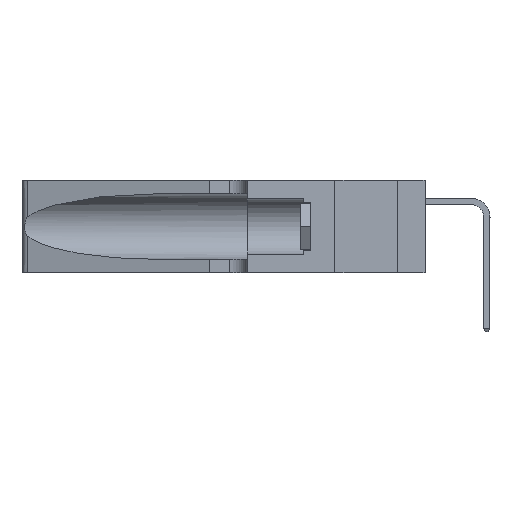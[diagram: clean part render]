
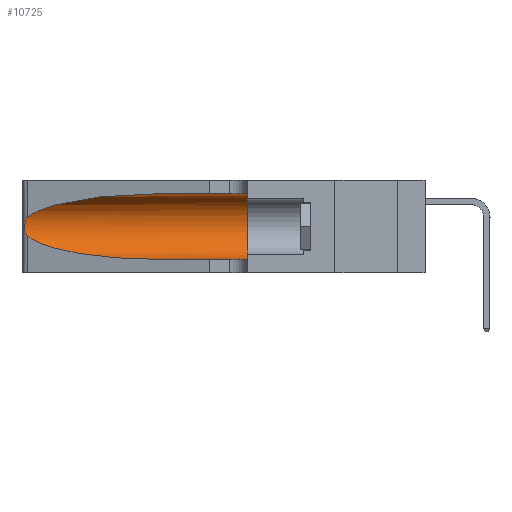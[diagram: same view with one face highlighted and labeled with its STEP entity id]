
A CAD part, left-side view. The second image highlights one B-rep face of the part: STEP entity #10725.
In plain terms, the highlighted cylindrical face has radius 3.308 mm (diameter 6.617 mm), a partial arc.
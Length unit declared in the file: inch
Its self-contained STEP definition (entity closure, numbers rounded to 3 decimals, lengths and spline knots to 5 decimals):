
#530 = CARTESIAN_POINT ( 'NONE',  ( 0.2373, 1.15595, 0.28018 ) ) ;
#717 = CARTESIAN_POINT ( 'NONE',  ( 0.25856, 1.23593, 0.16098 ) ) ;
#899 = DIRECTION ( 'NONE',  ( 0., -1., 0. ) ) ;
#1013 = CARTESIAN_POINT ( 'NONE',  ( 0.1305, 0.35, 0.05475 ) ) ;
#1290 = DIRECTION ( 'NONE',  ( 0., -1., 0. ) ) ;
#1771 = CIRCLE ( 'NONE', #13753, 0.13025 ) ;
#2079 = EDGE_CURVE ( 'NONE', #38764, #29504, #8310, .T. ) ;
#2195 = LINE ( 'NONE', #37637, #11325 ) ;
#4149 = CARTESIAN_POINT ( 'NONE',  ( 0.25639, 1.23186, 0.15144 ) ) ;
#6576 =( BOUNDED_CURVE ( )  B_SPLINE_CURVE ( 3, ( #24617, #31345, #530, #28037 ),
 .UNSPECIFIED., .F., .F. ) 
 B_SPLINE_CURVE_WITH_KNOTS ( ( 4, 4 ),
 ( 1.5708, 2.84003 ),
 .UNSPECIFIED. ) 
 CURVE ( )  GEOMETRIC_REPRESENTATION_ITEM ( )  RATIONAL_B_SPLINE_CURVE ( ( 1., 0.87, 0.87, 1. ) ) 
 REPRESENTATION_ITEM ( '' )  );
#7220 = B_SPLINE_CURVE_WITH_KNOTS ( 'NONE', 3,
 ( #21172, #41755, #10925, #34991, #14416, #38455, #17885, #41887, #21335, #717, #24792, #4149, #28225, #7580 ),
 .UNSPECIFIED., .F., .F.,
 ( 4, 2, 2, 2, 2, 2, 4 ),
 ( 0., 0.00027, 0.00053, 0.00107, 0.0016, 0.00187, 0.00214 ),
 .UNSPECIFIED. ) ;
#7480 = ORIENTED_EDGE ( 'NONE', *, *, #30386, .F. ) ;
#7580 = CARTESIAN_POINT ( 'NONE',  ( 0.25487, 1.22718, 0.14631 ) ) ;
#8310 = LINE ( 'NONE', #14998, #9400 ) ;
#9146 = VERTEX_POINT ( 'NONE', #16846 ) ;
#9400 = VECTOR ( 'NONE', #1290, 39.37008 ) ;
#9843 = CARTESIAN_POINT ( 'NONE',  ( 0.25487, 1.22718, 0.22369 ) ) ;
#10725 = ADVANCED_FACE ( 'NONE', ( #39842 ), #29651, .F. ) ;
#10788 = CARTESIAN_POINT ( 'NONE',  ( 0.25487, 1.22718, 0.14631 ) ) ;
#10925 = CARTESIAN_POINT ( 'NONE',  ( 0.25639, 1.23184, 0.21858 ) ) ;
#11325 = VECTOR ( 'NONE', #13583, 39.37008 ) ;
#11336 = EDGE_CURVE ( 'NONE', #38764, #30853, #6576, .T. ) ;
#13513 = EDGE_CURVE ( 'NONE', #30853, #42688, #7220, .T. ) ;
#13557 = VERTEX_POINT ( 'NONE', #1013 ) ;
#13583 = DIRECTION ( 'NONE',  ( 0., -1., 0. ) ) ;
#13753 = AXIS2_PLACEMENT_3D ( 'NONE', #20451, #44405, #23913 ) ;
#14416 = CARTESIAN_POINT ( 'NONE',  ( 0.25854, 1.2359, 0.20912 ) ) ;
#14998 = CARTESIAN_POINT ( 'NONE',  ( 0.1305, 1.61858, 0.31525 ) ) ;
#15142 =( BOUNDED_CURVE ( )  B_SPLINE_CURVE ( 3, ( #16390, #43664, #37097, #16546 ),
 .UNSPECIFIED., .F., .F. ) 
 B_SPLINE_CURVE_WITH_KNOTS ( ( 4, 4 ),
 ( 3.44316, 4.71239 ),
 .UNSPECIFIED. ) 
 CURVE ( )  GEOMETRIC_REPRESENTATION_ITEM ( )  RATIONAL_B_SPLINE_CURVE ( ( 1., 0.87, 0.87, 1. ) ) 
 REPRESENTATION_ITEM ( '' )  );
#15996 = ORIENTED_EDGE ( 'NONE', *, *, #43091, .T. ) ;
#16390 = CARTESIAN_POINT ( 'NONE',  ( 0.25487, 1.22718, 0.14631 ) ) ;
#16546 = CARTESIAN_POINT ( 'NONE',  ( 0.1305, 0.72297, 0.05475 ) ) ;
#16664 = ORIENTED_EDGE ( 'NONE', *, *, #11336, .T. ) ;
#16846 = CARTESIAN_POINT ( 'NONE',  ( 0.1305, 0.72297, 0.05475 ) ) ;
#17885 = CARTESIAN_POINT ( 'NONE',  ( 0.26075, 1.23896, 0.19203 ) ) ;
#20451 = CARTESIAN_POINT ( 'NONE',  ( 0.1305, 0.35, 0.185 ) ) ;
#21172 = CARTESIAN_POINT ( 'NONE',  ( 0.25487, 1.22718, 0.22369 ) ) ;
#21335 = CARTESIAN_POINT ( 'NONE',  ( 0.26017, 1.23833, 0.17102 ) ) ;
#21510 = CARTESIAN_POINT ( 'NONE',  ( 0.1305, 1.61858, 0.185 ) ) ;
#21591 = CARTESIAN_POINT ( 'NONE',  ( 0.1305, 0.72297, 0.31525 ) ) ;
#21910 = AXIS2_PLACEMENT_3D ( 'NONE', #21510, #899, #42066 ) ;
#23913 = DIRECTION ( 'NONE',  ( 0., 0., 1. ) ) ;
#24252 = ORIENTED_EDGE ( 'NONE', *, *, #39162, .T. ) ;
#24617 = CARTESIAN_POINT ( 'NONE',  ( 0.1305, 0.72297, 0.31525 ) ) ;
#24792 = CARTESIAN_POINT ( 'NONE',  ( 0.25789, 1.23486, 0.15765 ) ) ;
#27411 = ORIENTED_EDGE ( 'NONE', *, *, #13513, .T. ) ;
#28037 = CARTESIAN_POINT ( 'NONE',  ( 0.25487, 1.22718, 0.22369 ) ) ;
#28225 = CARTESIAN_POINT ( 'NONE',  ( 0.25555, 1.22993, 0.14849 ) ) ;
#29504 = VERTEX_POINT ( 'NONE', #32511 ) ;
#29651 = CYLINDRICAL_SURFACE ( 'NONE', #21910, 0.13025 ) ;
#30386 = EDGE_CURVE ( 'NONE', #29504, #13557, #1771, .T. ) ;
#30853 = VERTEX_POINT ( 'NONE', #9843 ) ;
#31345 = CARTESIAN_POINT ( 'NONE',  ( 0.18966, 0.96281, 0.31525 ) ) ;
#32417 = ORIENTED_EDGE ( 'NONE', *, *, #2079, .F. ) ;
#32511 = CARTESIAN_POINT ( 'NONE',  ( 0.1305, 0.35, 0.31525 ) ) ;
#34412 = EDGE_LOOP ( 'NONE', ( #16664, #27411, #15996, #24252, #7480, #32417 ) ) ;
#34991 = CARTESIAN_POINT ( 'NONE',  ( 0.25787, 1.23484, 0.2124 ) ) ;
#37097 = CARTESIAN_POINT ( 'NONE',  ( 0.18966, 0.96281, 0.05475 ) ) ;
#37637 = CARTESIAN_POINT ( 'NONE',  ( 0.1305, 1.61858, 0.05475 ) ) ;
#38455 = CARTESIAN_POINT ( 'NONE',  ( 0.26018, 1.23835, 0.19895 ) ) ;
#38764 = VERTEX_POINT ( 'NONE', #21591 ) ;
#39162 = EDGE_CURVE ( 'NONE', #9146, #13557, #2195, .T. ) ;
#39842 = FACE_OUTER_BOUND ( 'NONE', #34412, .T. ) ;
#41755 = CARTESIAN_POINT ( 'NONE',  ( 0.25555, 1.22994, 0.2215 ) ) ;
#41887 = CARTESIAN_POINT ( 'NONE',  ( 0.26075, 1.23896, 0.178 ) ) ;
#42066 = DIRECTION ( 'NONE',  ( 0., 0., -1. ) ) ;
#42688 = VERTEX_POINT ( 'NONE', #10788 ) ;
#43091 = EDGE_CURVE ( 'NONE', #42688, #9146, #15142, .T. ) ;
#43664 = CARTESIAN_POINT ( 'NONE',  ( 0.2373, 1.15595, 0.08982 ) ) ;
#44405 = DIRECTION ( 'NONE',  ( 0., 1., 0. ) ) ;
